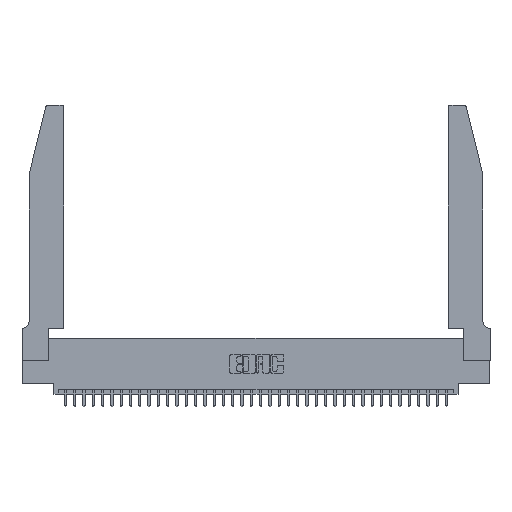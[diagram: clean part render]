
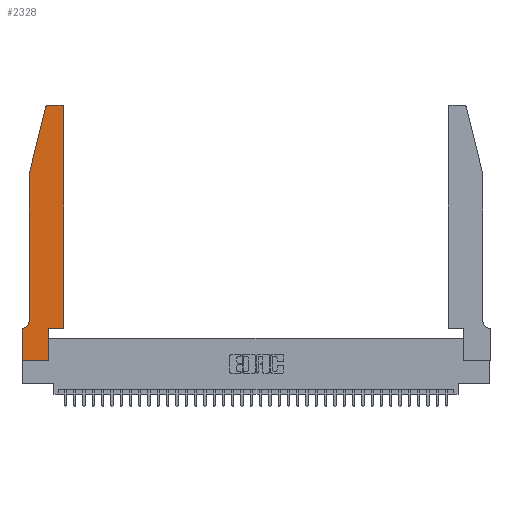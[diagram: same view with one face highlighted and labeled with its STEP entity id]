
A CAD part, top view. The second image highlights one B-rep face of the part: STEP entity #2328.
In plain terms, the highlighted planar face has unit normal (0, 0, 1).
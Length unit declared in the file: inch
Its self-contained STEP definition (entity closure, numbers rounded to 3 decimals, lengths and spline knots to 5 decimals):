
#19 = VECTOR ( 'NONE', #27856, 39.37008 ) ;
#302 = ORIENTED_EDGE ( 'NONE', *, *, #7668, .T. ) ;
#688 = ORIENTED_EDGE ( 'NONE', *, *, #24021, .T. ) ;
#911 = LINE ( 'NONE', #4494, #19 ) ;
#1334 = FACE_OUTER_BOUND ( 'NONE', #4042, .T. ) ;
#1635 = ORIENTED_EDGE ( 'NONE', *, *, #17880, .T. ) ;
#1946 = PLANE ( 'NONE',  #18706 ) ;
#2099 = VERTEX_POINT ( 'NONE', #18712 ) ;
#2328 = ADVANCED_FACE ( 'NONE', ( #1334 ), #1946, .T. ) ;
#2413 = VERTEX_POINT ( 'NONE', #8282 ) ;
#3343 = VERTEX_POINT ( 'NONE', #30028 ) ;
#3418 = CARTESIAN_POINT ( 'NONE',  ( 0.0755, 2., 0.37 ) ) ;
#3799 = VECTOR ( 'NONE', #13407, 39.37008 ) ;
#3866 = DIRECTION ( 'NONE',  ( 0., 1., 0. ) ) ;
#4042 = EDGE_LOOP ( 'NONE', ( #1635, #8010, #11776, #11149, #688, #302, #33794, #16435, #21025, #15726, #30660, #37464 ) ) ;
#4494 = CARTESIAN_POINT ( 'NONE',  ( 0.0755, 2., 0.37 ) ) ;
#4669 = CARTESIAN_POINT ( 'NONE',  ( 0., 0., 0.37 ) ) ;
#4967 = DIRECTION ( 'NONE',  ( 0., 0., 1. ) ) ;
#5008 = DIRECTION ( 'NONE',  ( -1., 0., 0. ) ) ;
#5290 = CARTESIAN_POINT ( 'NONE',  ( 0.0055, 0.35, 0.37 ) ) ;
#5466 = VECTOR ( 'NONE', #23611, 39.37008 ) ;
#5961 = VERTEX_POINT ( 'NONE', #9877 ) ;
#6238 = VERTEX_POINT ( 'NONE', #5290 ) ;
#6378 = LINE ( 'NONE', #32334, #5466 ) ;
#6490 = CARTESIAN_POINT ( 'NONE',  ( 0.0755, 0.42, 0.37 ) ) ;
#6495 = EDGE_CURVE ( 'NONE', #3343, #35777, #21398, .T. ) ;
#6984 = DIRECTION ( 'NONE',  ( 1., 0., 0. ) ) ;
#7068 = DIRECTION ( 'NONE',  ( 0., 0., 1. ) ) ;
#7668 = EDGE_CURVE ( 'NONE', #6238, #28418, #36250, .T. ) ;
#7784 = CARTESIAN_POINT ( 'NONE',  ( 0., 0.35, 0.37 ) ) ;
#8010 = ORIENTED_EDGE ( 'NONE', *, *, #15329, .T. ) ;
#8282 = CARTESIAN_POINT ( 'NONE',  ( 0.4505, 2.72, 0.37 ) ) ;
#8944 = EDGE_CURVE ( 'NONE', #13838, #2413, #32568, .T. ) ;
#9017 = CARTESIAN_POINT ( 'NONE',  ( 0.2865, 0., 0.37 ) ) ;
#9412 = VECTOR ( 'NONE', #6984, 39.37008 ) ;
#9877 = CARTESIAN_POINT ( 'NONE',  ( 0., 0., 0.37 ) ) ;
#10505 = CARTESIAN_POINT ( 'NONE',  ( 0.2865, 0.35, 0.37 ) ) ;
#11149 = ORIENTED_EDGE ( 'NONE', *, *, #6495, .T. ) ;
#11163 = VECTOR ( 'NONE', #3866, 39.37008 ) ;
#11776 = ORIENTED_EDGE ( 'NONE', *, *, #12902, .T. ) ;
#12902 = EDGE_CURVE ( 'NONE', #29855, #3343, #911, .T. ) ;
#13407 = DIRECTION ( 'NONE',  ( 0., -1., 0. ) ) ;
#13583 = VECTOR ( 'NONE', #15265, 39.37008 ) ;
#13838 = VERTEX_POINT ( 'NONE', #35429 ) ;
#14552 = DIRECTION ( 'NONE',  ( -1., 0., 0. ) ) ;
#14877 = VECTOR ( 'NONE', #22899, 39.37008 ) ;
#14919 = CARTESIAN_POINT ( 'NONE',  ( 0.0055, 0.42, 0.37 ) ) ;
#15117 = EDGE_CURVE ( 'NONE', #26631, #22270, #6378, .T. ) ;
#15265 = DIRECTION ( 'NONE',  ( 0., -1., 0. ) ) ;
#15329 = EDGE_CURVE ( 'NONE', #29459, #29855, #35993, .T. ) ;
#15696 = CARTESIAN_POINT ( 'NONE',  ( 0.4505, 0.35, 0.37 ) ) ;
#15726 = ORIENTED_EDGE ( 'NONE', *, *, #26463, .T. ) ;
#16326 = VECTOR ( 'NONE', #5008, 39.37008 ) ;
#16435 = ORIENTED_EDGE ( 'NONE', *, *, #25228, .T. ) ;
#16647 = CARTESIAN_POINT ( 'NONE',  ( 0.4205, 2.72, 0.37 ) ) ;
#17281 = LINE ( 'NONE', #19654, #16326 ) ;
#17871 = DIRECTION ( 'NONE',  ( -1., 0., 0. ) ) ;
#17880 = EDGE_CURVE ( 'NONE', #2099, #29459, #17281, .T. ) ;
#18706 = AXIS2_PLACEMENT_3D ( 'NONE', #7784, #4967, #25419 ) ;
#18712 = CARTESIAN_POINT ( 'NONE',  ( 0.4205, 2.75, 0.37 ) ) ;
#19611 = DIRECTION ( 'NONE',  ( 1., 0., 0. ) ) ;
#19654 = CARTESIAN_POINT ( 'NONE',  ( 0.2605, 2.75, 0.37 ) ) ;
#19920 = LINE ( 'NONE', #28687, #14877 ) ;
#20366 = CARTESIAN_POINT ( 'NONE',  ( 0., 0.35, 0.37 ) ) ;
#20416 = CIRCLE ( 'NONE', #31034, 0.03 ) ;
#21025 = ORIENTED_EDGE ( 'NONE', *, *, #15117, .T. ) ;
#21398 = LINE ( 'NONE', #3418, #13583 ) ;
#22270 = VERTEX_POINT ( 'NONE', #10505 ) ;
#22899 = DIRECTION ( 'NONE',  ( 1., 0., 0. ) ) ;
#23611 = DIRECTION ( 'NONE',  ( 0., 1., 0. ) ) ;
#24021 = EDGE_CURVE ( 'NONE', #35777, #6238, #34609, .T. ) ;
#24581 = CARTESIAN_POINT ( 'NONE',  ( 0.284, 2.72, 0.37 ) ) ;
#24958 = AXIS2_PLACEMENT_3D ( 'NONE', #14919, #35253, #17871 ) ;
#25228 = EDGE_CURVE ( 'NONE', #5961, #26631, #25901, .T. ) ;
#25419 = DIRECTION ( 'NONE',  ( 1., 0., 0. ) ) ;
#25901 = LINE ( 'NONE', #27389, #9412 ) ;
#26463 = EDGE_CURVE ( 'NONE', #22270, #13838, #19920, .T. ) ;
#26631 = VERTEX_POINT ( 'NONE', #9017 ) ;
#27128 = LINE ( 'NONE', #4669, #3799 ) ;
#27389 = CARTESIAN_POINT ( 'NONE',  ( 0., 0., 0.37 ) ) ;
#27476 = DIRECTION ( 'NONE',  ( 1., 0., 0. ) ) ;
#27856 = DIRECTION ( 'NONE',  ( -0.239, -0.971, 0. ) ) ;
#28418 = VERTEX_POINT ( 'NONE', #20366 ) ;
#28687 = CARTESIAN_POINT ( 'NONE',  ( 0.4505, 0.35, 0.37 ) ) ;
#29459 = VERTEX_POINT ( 'NONE', #36754 ) ;
#29855 = VERTEX_POINT ( 'NONE', #33055 ) ;
#30028 = CARTESIAN_POINT ( 'NONE',  ( 0.0755, 2., 0.37 ) ) ;
#30660 = ORIENTED_EDGE ( 'NONE', *, *, #8944, .T. ) ;
#30793 = AXIS2_PLACEMENT_3D ( 'NONE', #24581, #7068, #27476 ) ;
#31034 = AXIS2_PLACEMENT_3D ( 'NONE', #16647, #36942, #19611 ) ;
#32334 = CARTESIAN_POINT ( 'NONE',  ( 0.2865, 0.35, 0.37 ) ) ;
#32568 = LINE ( 'NONE', #15696, #11163 ) ;
#33055 = CARTESIAN_POINT ( 'NONE',  ( 0.25487, 2.72718, 0.37 ) ) ;
#33688 = EDGE_CURVE ( 'NONE', #28418, #5961, #27128, .T. ) ;
#33794 = ORIENTED_EDGE ( 'NONE', *, *, #33688, .T. ) ;
#34609 = CIRCLE ( 'NONE', #24958, 0.07 ) ;
#35253 = DIRECTION ( 'NONE',  ( 0., 0., -1. ) ) ;
#35359 = VECTOR ( 'NONE', #14552, 39.37008 ) ;
#35429 = CARTESIAN_POINT ( 'NONE',  ( 0.4505, 0.35, 0.37 ) ) ;
#35777 = VERTEX_POINT ( 'NONE', #6490 ) ;
#35993 = CIRCLE ( 'NONE', #30793, 0.03 ) ;
#36250 = LINE ( 'NONE', #37663, #35359 ) ;
#36754 = CARTESIAN_POINT ( 'NONE',  ( 0.284, 2.75, 0.37 ) ) ;
#36942 = DIRECTION ( 'NONE',  ( 0., 0., 1. ) ) ;
#37464 = ORIENTED_EDGE ( 'NONE', *, *, #37665, .T. ) ;
#37663 = CARTESIAN_POINT ( 'NONE',  ( 0.0755, 0.35, 0.37 ) ) ;
#37665 = EDGE_CURVE ( 'NONE', #2413, #2099, #20416, .T. ) ;
